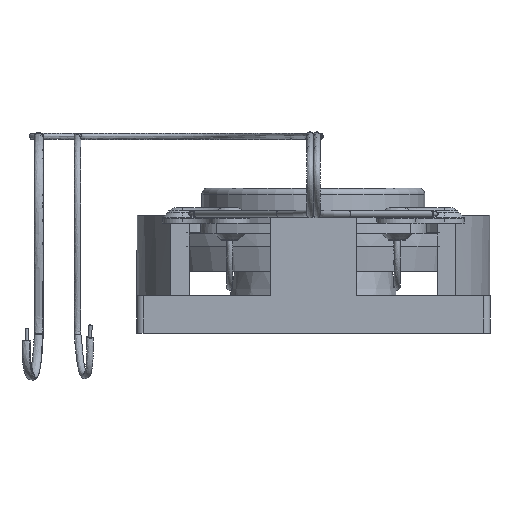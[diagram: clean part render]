
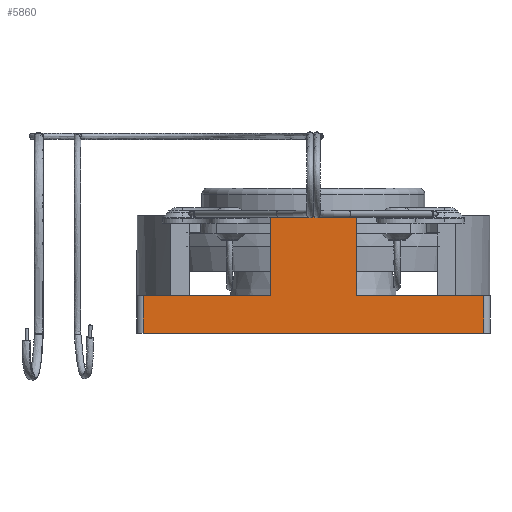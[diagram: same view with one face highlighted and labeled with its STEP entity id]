
A CAD part, front view. The second image highlights one B-rep face of the part: STEP entity #5860.
In plain terms, the highlighted planar face has unit normal (0, -1, 0).
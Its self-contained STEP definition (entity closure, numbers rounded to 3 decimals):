
#320=PLANE('',#6628);
#749=FACE_OUTER_BOUND('',#1136,.T.);
#1136=EDGE_LOOP('',(#4970,#4971,#4972,#4973,#4974,#4975,#4976,#4977));
#1665=LINE('',#8918,#1974);
#1689=LINE('',#8999,#1998);
#1761=LINE('',#9560,#2070);
#1824=LINE('',#10825,#2133);
#1827=LINE('',#10850,#2136);
#1832=LINE('',#10867,#2141);
#1939=LINE('',#11800,#2248);
#1940=LINE('',#11802,#2249);
#1974=VECTOR('',#6776,10.);
#1998=VECTOR('',#6852,10.);
#2070=VECTOR('',#7304,10.);
#2133=VECTOR('',#7665,10.);
#2136=VECTOR('',#7690,10.);
#2141=VECTOR('',#7705,10.);
#2248=VECTOR('',#8320,10.);
#2249=VECTOR('',#8323,10.);
#2289=VERTEX_POINT('',#8914);
#2291=VERTEX_POINT('',#8917);
#2322=VERTEX_POINT('',#8997);
#2443=VERTEX_POINT('',#9558);
#2550=VERTEX_POINT('',#10824);
#2561=VERTEX_POINT('',#10848);
#2568=VERTEX_POINT('',#10865);
#2718=VERTEX_POINT('',#11798);
#2792=EDGE_CURVE('',#2291,#2289,#1665,.T.);
#2833=EDGE_CURVE('',#2291,#2322,#1689,.T.);
#3029=EDGE_CURVE('',#2443,#2289,#1761,.T.);
#3211=EDGE_CURVE('',#2550,#2443,#1824,.T.);
#3224=EDGE_CURVE('',#2561,#2550,#1827,.T.);
#3233=EDGE_CURVE('',#2561,#2568,#1832,.T.);
#3498=EDGE_CURVE('',#2568,#2718,#1939,.T.);
#3499=EDGE_CURVE('',#2718,#2322,#1940,.T.);
#4970=ORIENTED_EDGE('',*,*,#3211,.F.);
#4971=ORIENTED_EDGE('',*,*,#3224,.F.);
#4972=ORIENTED_EDGE('',*,*,#3233,.T.);
#4973=ORIENTED_EDGE('',*,*,#3498,.T.);
#4974=ORIENTED_EDGE('',*,*,#3499,.T.);
#4975=ORIENTED_EDGE('',*,*,#2833,.F.);
#4976=ORIENTED_EDGE('',*,*,#2792,.T.);
#4977=ORIENTED_EDGE('',*,*,#3029,.F.);
#5860=ADVANCED_FACE('',(#749),#320,.T.);
#6628=AXIS2_PLACEMENT_3D('',#11825,#8359,#8360);
#6776=DIRECTION('',(-1.,0.,0.));
#6852=DIRECTION('',(0.,0.,1.));
#7304=DIRECTION('',(0.,0.,1.));
#7665=DIRECTION('',(-1.,0.,0.));
#7690=DIRECTION('',(0.,0.,-1.));
#7705=DIRECTION('',(-1.,0.,0.));
#8320=DIRECTION('',(0.,0.,1.));
#8323=DIRECTION('',(-1.,0.,0.));
#8359=DIRECTION('center_axis',(0.,-1.,0.));
#8360=DIRECTION('ref_axis',(0.,0.,-1.));
#8914=CARTESIAN_POINT('',(-13.75,-20.,3.));
#8917=CARTESIAN_POINT('',(-3.5,-20.,3.));
#8918=CARTESIAN_POINT('',(14.25,-20.,3.));
#8997=CARTESIAN_POINT('',(-3.5,-20.,9.5));
#8999=CARTESIAN_POINT('',(-3.5,-20.,3.));
#9558=CARTESIAN_POINT('',(-13.75,-20.,0.));
#9560=CARTESIAN_POINT('',(-13.75,-20.,0.));
#10824=CARTESIAN_POINT('',(13.75,-20.,0.));
#10825=CARTESIAN_POINT('',(14.25,-20.,0.));
#10848=CARTESIAN_POINT('',(13.75,-20.,3.));
#10850=CARTESIAN_POINT('',(13.75,-20.,0.));
#10865=CARTESIAN_POINT('',(3.5,-20.,3.));
#10867=CARTESIAN_POINT('',(14.25,-20.,3.));
#11798=CARTESIAN_POINT('',(3.5,-20.,9.5));
#11800=CARTESIAN_POINT('',(3.5,-20.,3.));
#11802=CARTESIAN_POINT('',(-3.5,-20.,9.5));
#11825=CARTESIAN_POINT('Origin',(14.25,-20.,0.));
